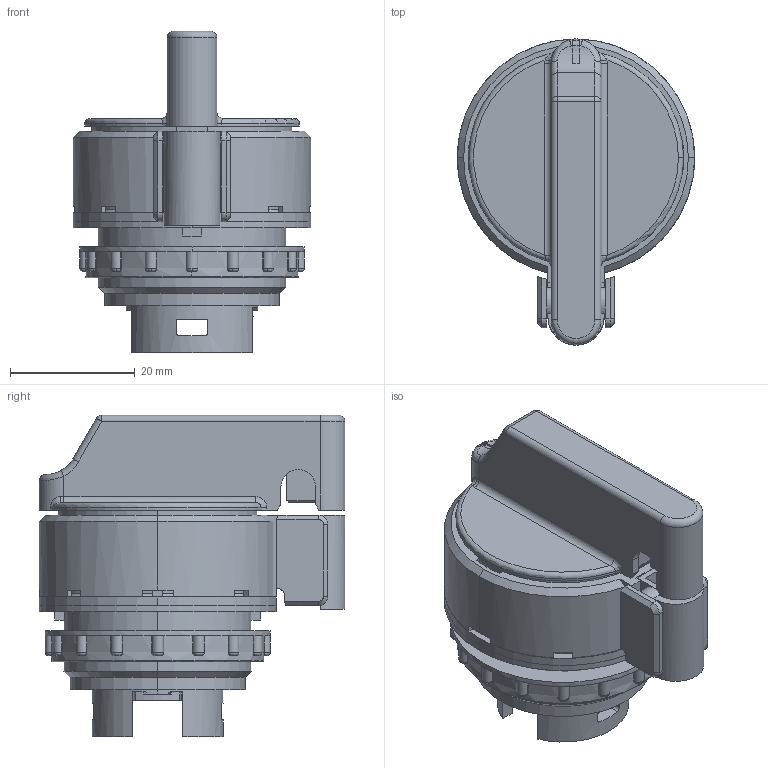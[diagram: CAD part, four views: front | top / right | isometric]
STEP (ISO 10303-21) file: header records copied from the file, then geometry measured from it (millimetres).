
FILE_DESCRIPTION (( 'STEP AP203' ), '1' );
FILE_NAME ('8602A0727-1-2-r-V.STEP', '2015-07-27T12:04:25', ( '' ), ( '' ), 'SwSTEP 2.0', 'SolidWorks 2015', '' );
FILE_SCHEMA (( 'CONFIG_CONTROL_DESIGN' ));
Length unit declared in the file: millimetre
Products named in the file (10): 86_029_13_16_0_3d export; 375_626_0; 86_029_09_51_0; 375_625_0; 86_029_18_80_0; 86_029_07_95_0; 86_029_01_91_0; 86_020_86_02_0_3d export; 86_029_01_92_0_3d export; 8602A0727-1-2-r-V
Assembly tree (11 placements, depth 3):
  8602A0727-1-2-r-V
    86_020_86_02_0_3d export
      86_029_18_80_0
      375_625_0  x2
      86_029_13_16_0_3d export
      86_029_01_92_0_3d export
      86_029_09_51_0
      375_626_0  x2
    86_029_07_95_0
    86_029_01_91_0
Bounding box: 38 x 49 x 51.5 mm (x, y, z)
Volume: 18953.6 mm3; surface area: 26518.2 mm2
Topology: 10 solids, 10 shells, 1516 faces, 4248 edges, 2760 vertices
Faces by surface type: plane 858, cylinder 348, cone 186, torus 64, bspline 58, sphere 2
Entity records: 53599 total; most frequent: CARTESIAN_POINT 16639, ORIENTED_EDGE 7880, DIRECTION 7257, EDGE_CURVE 3940, AXIS2_PLACEMENT_3D 2626, VERTEX_POINT 2557, VECTOR 2005, LINE 2005
